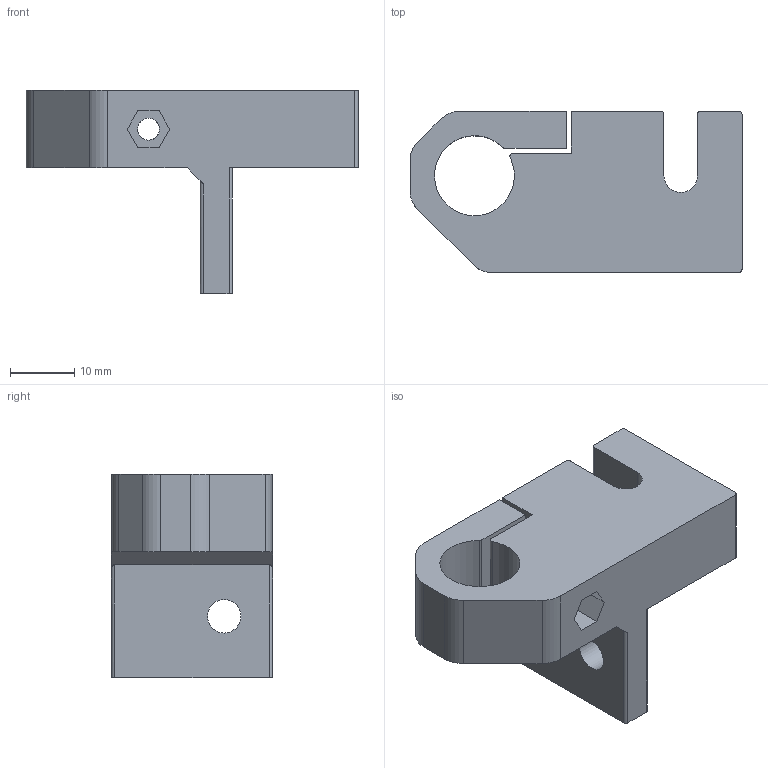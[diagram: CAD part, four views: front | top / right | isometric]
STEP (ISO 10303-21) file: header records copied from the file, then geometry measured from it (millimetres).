
FILE_DESCRIPTION(('FreeCAD Model'),'2;1');
FILE_NAME('BL-Corelia_2020_rod12_holder_right.step','2018-03-11T22:33:46',('Author'),(''), 'Open CASCADE STEP processor 7.1','FreeCAD','Unknown');
FILE_SCHEMA(('AUTOMOTIVE_DESIGN_CC2 { 1 2 10303 214 -1 1 5 4 }'));
Length unit declared in the file: millimetre
Products named in the file (1): Body_(Mirror_#1)
Bounding box: 51.5 x 25 x 31.5 mm (x, y, z)
Volume: 14147.2 mm3; surface area: 6278.6 mm2
Topology: 1 solids, 1 shells, 49 faces, 138 edges, 93 vertices
Faces by surface type: plane 29, cylinder 20
Full cylindrical faces by diameter (mm): 3.4 x2, 5.2 x1, 6 x1
Entity records: 3543 total; most frequent: CARTESIAN_POINT 785, DIRECTION 517, LINE 331, VECTOR 331, ORIENTED_EDGE 276, PCURVE 276, DEFINITIONAL_REPRESENTATION 276, EDGE_CURVE 138
